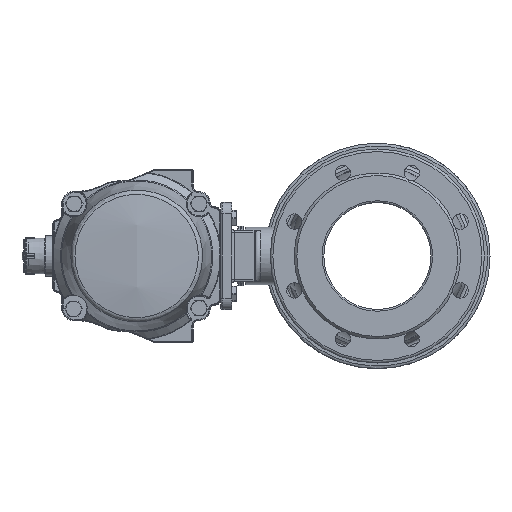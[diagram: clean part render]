
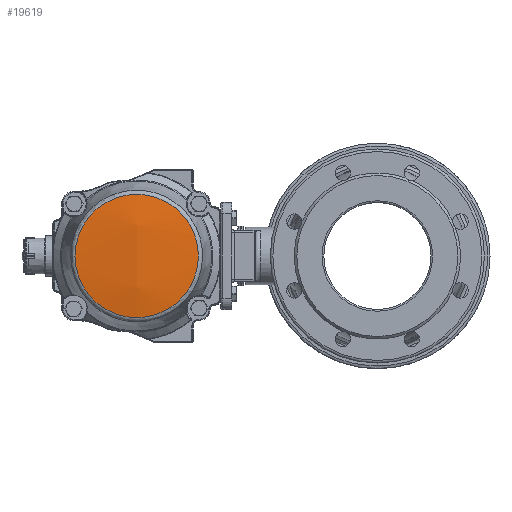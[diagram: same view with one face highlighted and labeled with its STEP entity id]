
A CAD part, left-side view. The second image highlights one B-rep face of the part: STEP entity #19619.
In plain terms, the highlighted spherical face has radius 420 mm.
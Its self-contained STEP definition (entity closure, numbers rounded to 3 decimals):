
#1748=SPHERICAL_SURFACE('',#21529,420.);
#5483=ORIENTED_EDGE('',*,*,#10661,.F.);
#10661=EDGE_CURVE('',#13369,#13369,#15026,.T.);
#13369=VERTEX_POINT('',#33356);
#15026=CIRCLE('',#21530,72.053);
#16280=EDGE_LOOP('',(#5483));
#17939=FACE_BOUND('',#16280,.T.);
#19619=ADVANCED_FACE('',(#17939),#1748,.T.);
#21529=AXIS2_PLACEMENT_3D('',#33354,#24735,#24736);
#21530=AXIS2_PLACEMENT_3D('',#33355,#24737,#24738);
#24735=DIRECTION('',(0.,1.,0.));
#24736=DIRECTION('',(1.,0.,0.));
#24737=DIRECTION('',(0.,0.,-1.));
#24738=DIRECTION('',(-1.,0.,0.));
#33354=CARTESIAN_POINT('',(0.,0.,-188.45));
#33355=CARTESIAN_POINT('',(0.,0.,225.323));
#33356=CARTESIAN_POINT('',(-72.053,0.,225.323));
